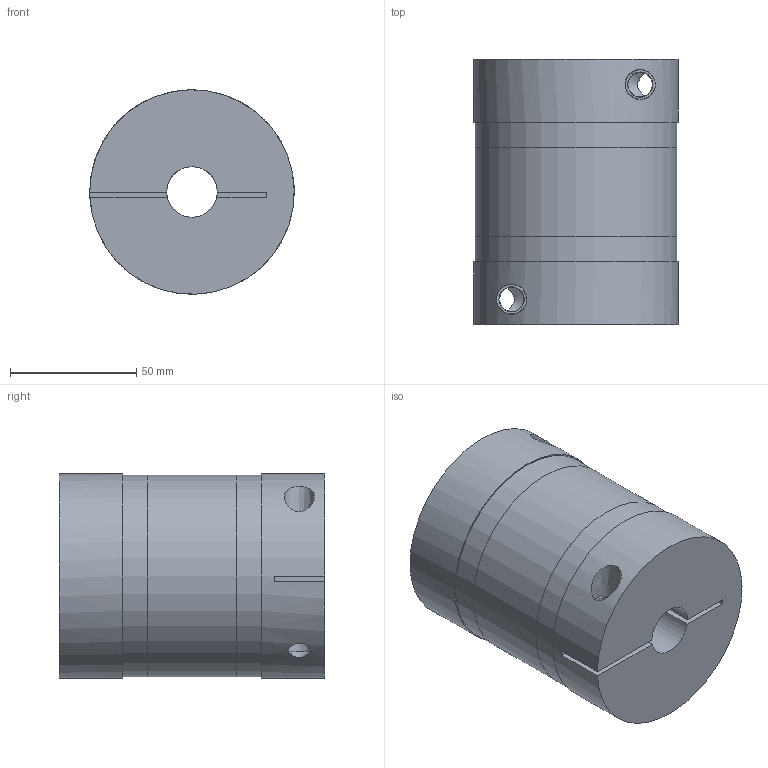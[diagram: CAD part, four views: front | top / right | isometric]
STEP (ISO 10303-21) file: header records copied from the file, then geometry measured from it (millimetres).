
FILE_DESCRIPTION((''),'2;1');
FILE_NAME('SL8200N.ipt.step','2007-09-10T15:14:30',(''),(''),'Autodesk Inventor 11','Autodesk Inventor 11','');
FILE_SCHEMA(('AUTOMOTIVE_DESIGN { 1 0 10303 214 1 1 1 1 }'));
Length unit declared in the file: millimetre
Products named in the file (1): SL8200N
Bounding box: 81 x 105 x 81 mm (x, y, z)
Volume: 280317.2 mm3; surface area: 66670.8 mm2
Topology: 1 solids, 1 shells, 40 faces, 94 edges, 60 vertices
Faces by surface type: plane 20, bspline 10, cylinder 10
Full cylindrical faces by diameter (mm): 20 x2, 72 x3, 80 x3, 81 x2
Entity records: 1467 total; most frequent: CARTESIAN_POINT 599, DIRECTION 166, ORIENTED_EDGE 152, EDGE_CURVE 76, EDGE_LOOP 70, AXIS2_PLACEMENT_3D 65, VERTEX_POINT 58, FACE_OUTER_BOUND 40
